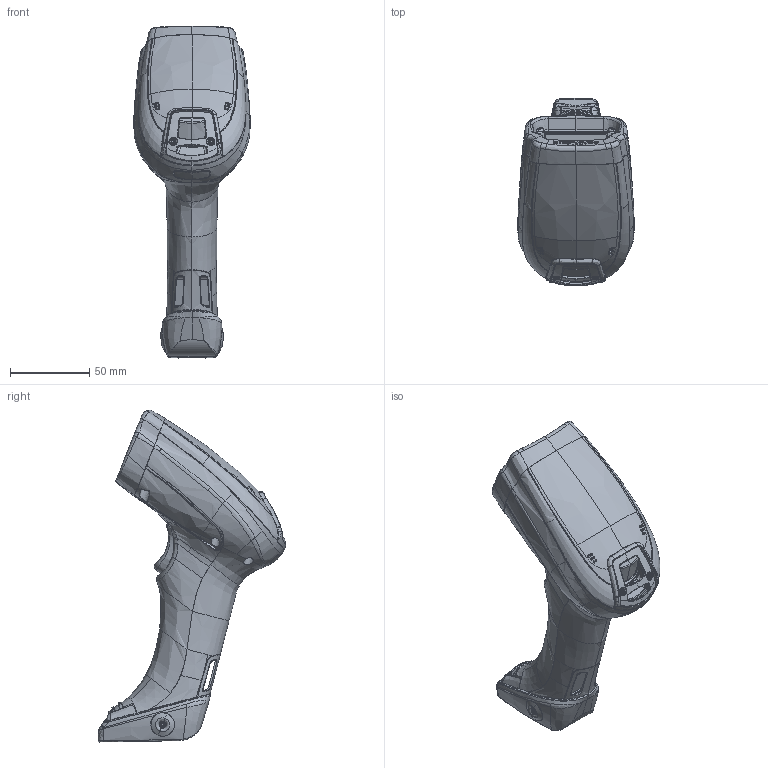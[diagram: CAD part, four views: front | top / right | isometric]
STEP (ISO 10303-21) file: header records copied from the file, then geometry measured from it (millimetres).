
FILE_DESCRIPTION(/* description */ (''),/* implementation_level */ '2;1');
FILE_NAME(/* name */ 'Linked_Exterior_PM95XX_ND.stp',/* time_stamp */ '2017-05-22T17:53:10+02:00',/* author */ (''),/* organization */ (''),/* preprocessor_version */ 'ST-DEVELOPER v16',/* originating_system */ 'SIEMENS PLM Software NX 10.0',/* authorisation */ '');
FILE_SCHEMA (('AUTOMOTIVE_DESIGN { 1 0 10303 214 3 1 1 1 }'));
Products named in the file (1): mpec3D9C4EE7d2rg
Bounding box: 73.56 x 118.77 x 209.76 mm (x, y, z)
Surface area: 62227 mm2 (no closed solid volume)
Topology: 0 solids, 74 shells, 1390 faces, 5282 edges, 3872 vertices
Faces by surface type: bspline 948, plane 269, cylinder 118, torus 19, sphere 12, cone 10, extrusion 8, revolution 6
Full cylindrical faces by diameter (mm): 3.2 x1, 3.9 x4
Entity records: 115775 total; most frequent: CARTESIAN_POINT 80001, ORIENTED_EDGE 8142, EDGE_CURVE 5220, VERTEX_POINT 3853, B_SPLINE_CURVE_WITH_KNOTS 3390, DIRECTION 2844, EDGE_LOOP 1472, ADVANCED_FACE 1390
